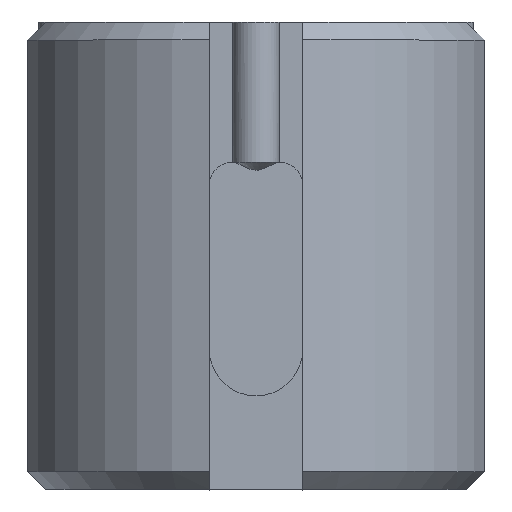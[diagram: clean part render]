
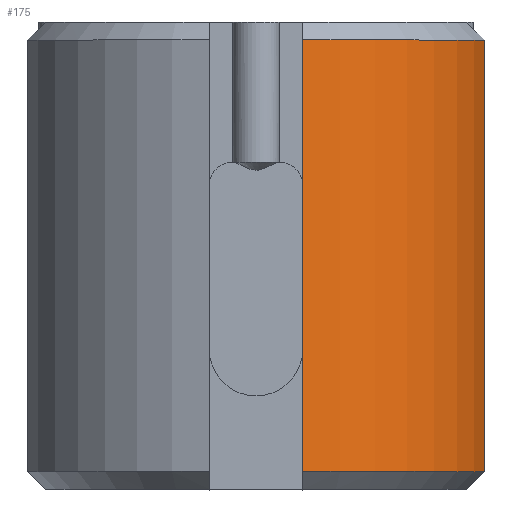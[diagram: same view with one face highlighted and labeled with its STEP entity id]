
A CAD part, top view. The second image highlights one B-rep face of the part: STEP entity #175.
In plain terms, the highlighted cylindrical face has radius 12 mm (diameter 24 mm), a partial arc.
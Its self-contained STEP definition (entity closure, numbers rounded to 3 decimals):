
#175 = ADVANCED_FACE( '', ( #378 ), #379, .T. );
#378 = FACE_OUTER_BOUND( '', #605, .T. );
#379 = CYLINDRICAL_SURFACE( '', #606, 12. );
#605 = EDGE_LOOP( '', ( #1110, #1111, #1112, #1113 ) );
#606 = AXIS2_PLACEMENT_3D( '', #1114, #1115, #1116 );
#1110 = ORIENTED_EDGE( '', *, *, #1645, .F. );
#1111 = ORIENTED_EDGE( '', *, *, #1623, .T. );
#1112 = ORIENTED_EDGE( '', *, *, #1584, .T. );
#1113 = ORIENTED_EDGE( '', *, *, #1646, .T. );
#1114 = CARTESIAN_POINT( '', ( 0., 0., 0. ) );
#1115 = DIRECTION( '', ( 0., 1., 0. ) );
#1116 = DIRECTION( '', ( 0., 0., -1. ) );
#1584 = EDGE_CURVE( '', #1993, #1994, #1995, .T. );
#1623 = EDGE_CURVE( '', #2050, #1993, #2051, .F. );
#1645 = EDGE_CURVE( '', #2050, #2080, #2081, .T. );
#1646 = EDGE_CURVE( '', #1994, #2080, #2082, .T. );
#1993 = VERTEX_POINT( '', #2681 );
#1994 = VERTEX_POINT( '', #2682 );
#1995 = CIRCLE( '', #2683, 12. );
#2050 = VERTEX_POINT( '', #2799 );
#2051 = LINE( '', #2800, #2801 );
#2080 = VERTEX_POINT( '', #2843 );
#2081 = CIRCLE( '', #2844, 12. );
#2082 = LINE( '', #2845, #2846 );
#2681 = CARTESIAN_POINT( '', ( 11.758, 23.08, 2.4 ) );
#2682 = CARTESIAN_POINT( '', ( 2.4, 23.08, 11.758 ) );
#2683 = AXIS2_PLACEMENT_3D( '', #3190, #3191, #3192 );
#2799 = CARTESIAN_POINT( '', ( 11.758, 0.92, 2.4 ) );
#2800 = CARTESIAN_POINT( '', ( 11.758, 0., 2.4 ) );
#2801 = VECTOR( '', #3242, 1000. );
#2843 = CARTESIAN_POINT( '', ( 2.4, 0.92, 11.758 ) );
#2844 = AXIS2_PLACEMENT_3D( '', #3268, #3269, #3270 );
#2845 = CARTESIAN_POINT( '', ( 2.4, 0., 11.758 ) );
#2846 = VECTOR( '', #3271, 1000. );
#3190 = CARTESIAN_POINT( '', ( 0., 23.08, 0. ) );
#3191 = DIRECTION( '', ( 0., -1., 0. ) );
#3192 = DIRECTION( '', ( 0., 0., -1. ) );
#3242 = DIRECTION( '', ( 0., -1., 0. ) );
#3268 = CARTESIAN_POINT( '', ( 0., 0.92, 0. ) );
#3269 = DIRECTION( '', ( 0., -1., 0. ) );
#3270 = DIRECTION( '', ( 0., 0., -1. ) );
#3271 = DIRECTION( '', ( 0., -1., 0. ) );
